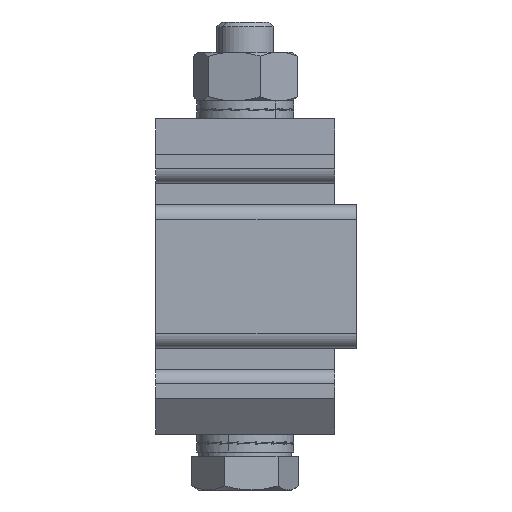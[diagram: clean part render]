
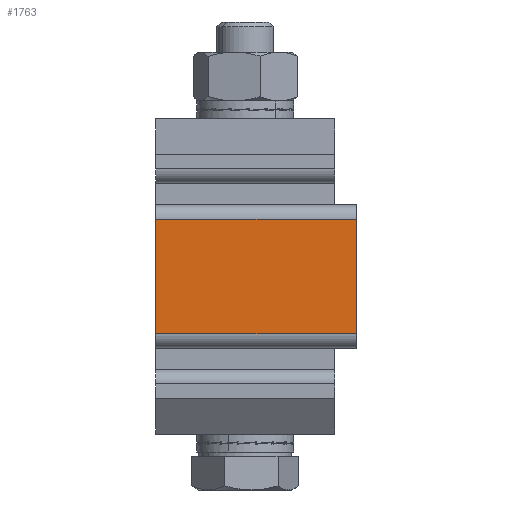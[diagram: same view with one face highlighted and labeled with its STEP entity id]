
A CAD part, left-side view. The second image highlights one B-rep face of the part: STEP entity #1763.
In plain terms, the highlighted planar face has unit normal (-1, 0, 0).
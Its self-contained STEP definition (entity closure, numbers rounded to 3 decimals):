
#76 = CARTESIAN_POINT ( 'NONE',  ( -110., 12.5, 5. ) ) ;
#127 = FACE_OUTER_BOUND ( 'NONE', #19400, .T. ) ;
#848 = ORIENTED_EDGE ( 'NONE', *, *, #16080, .T. ) ;
#859 = CARTESIAN_POINT ( 'NONE',  ( -110., -15.5, 5. ) ) ;
#1320 = VERTEX_POINT ( 'NONE', #859 ) ;
#1763 = ADVANCED_FACE ( 'NONE', ( #127 ), #18854, .F. ) ;
#3096 = CARTESIAN_POINT ( 'NONE',  ( -110., 12.5, 21. ) ) ;
#3818 = LINE ( 'NONE', #19533, #18192 ) ;
#4373 = ORIENTED_EDGE ( 'NONE', *, *, #16350, .T. ) ;
#5761 = VERTEX_POINT ( 'NONE', #3096 ) ;
#6005 = VERTEX_POINT ( 'NONE', #9742 ) ;
#6615 = LINE ( 'NONE', #8841, #20217 ) ;
#7779 = EDGE_CURVE ( 'NONE', #6005, #5761, #3818, .T. ) ;
#8425 = DIRECTION ( 'NONE',  ( 0., 0., 1. ) ) ;
#8597 = AXIS2_PLACEMENT_3D ( 'NONE', #17272, #12486, #15773 ) ;
#8762 = DIRECTION ( 'NONE',  ( 0., 0., 1. ) ) ;
#8771 = VECTOR ( 'NONE', #8425, 1000. ) ;
#8841 = CARTESIAN_POINT ( 'NONE',  ( -110., -15.5, 5. ) ) ;
#9742 = CARTESIAN_POINT ( 'NONE',  ( -110., -15.5, 21. ) ) ;
#10582 = LINE ( 'NONE', #15000, #8771 ) ;
#11819 = VERTEX_POINT ( 'NONE', #76 ) ;
#12171 = ORIENTED_EDGE ( 'NONE', *, *, #14590, .F. ) ;
#12486 = DIRECTION ( 'NONE',  ( 1., 0., 0. ) ) ;
#13364 = VECTOR ( 'NONE', #8762, 1000. ) ;
#14590 = EDGE_CURVE ( 'NONE', #11819, #5761, #17185, .T. ) ;
#15000 = CARTESIAN_POINT ( 'NONE',  ( -110., -15.5, 3. ) ) ;
#15773 = DIRECTION ( 'NONE',  ( 0., 0., -1. ) ) ;
#16080 = EDGE_CURVE ( 'NONE', #11819, #1320, #6615, .T. ) ;
#16350 = EDGE_CURVE ( 'NONE', #1320, #6005, #10582, .T. ) ;
#16966 = DIRECTION ( 'NONE',  ( 0., -1., 0. ) ) ;
#17185 = LINE ( 'NONE', #18482, #13364 ) ;
#17272 = CARTESIAN_POINT ( 'NONE',  ( -110., 12.5, 3. ) ) ;
#17456 = ORIENTED_EDGE ( 'NONE', *, *, #7779, .T. ) ;
#17882 = DIRECTION ( 'NONE',  ( 0., 1., 0. ) ) ;
#18192 = VECTOR ( 'NONE', #17882, 1000. ) ;
#18482 = CARTESIAN_POINT ( 'NONE',  ( -110., 12.5, 3. ) ) ;
#18854 = PLANE ( 'NONE',  #8597 ) ;
#19400 = EDGE_LOOP ( 'NONE', ( #4373, #17456, #12171, #848 ) ) ;
#19533 = CARTESIAN_POINT ( 'NONE',  ( -110., 12.5, 21. ) ) ;
#20217 = VECTOR ( 'NONE', #16966, 1000. ) ;
